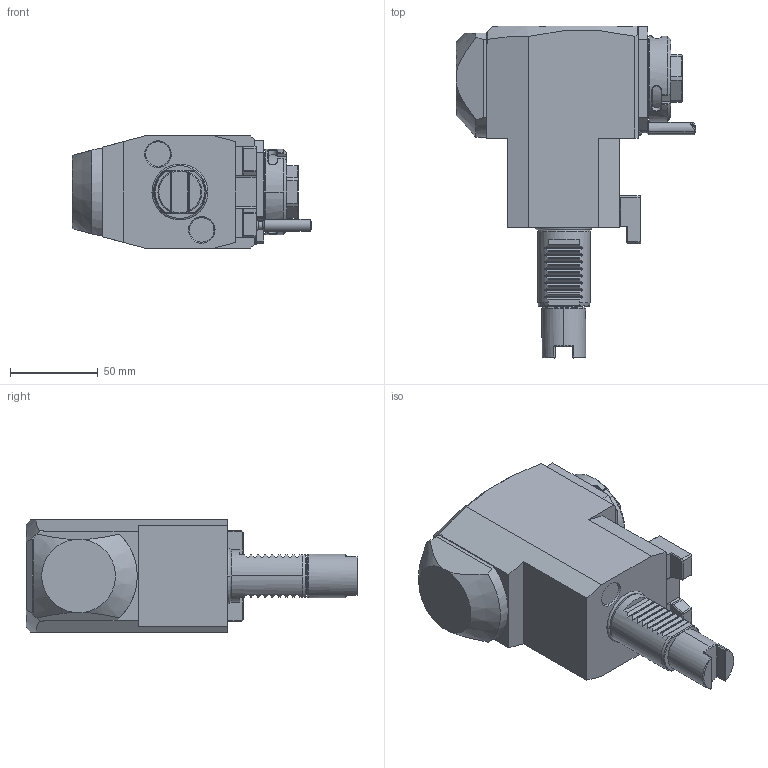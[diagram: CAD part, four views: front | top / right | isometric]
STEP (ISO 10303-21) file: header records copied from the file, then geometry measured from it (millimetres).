
FILE_DESCRIPTION((''),'2;1');
FILE_NAME('NGT1_30_265_25_1_3_85T','2024-03-27T',('vali'),('NOVA GRUP'),'PRO/ENGINEER BY PARAMETRIC TECHNOLOGY CORPORATION, 2010280','PRO/ENGINEER BY PARAMETRIC TECHNOLOGY CORPORATION, 2010280','');
FILE_SCHEMA(('CONFIG_CONTROL_DESIGN'));
Length unit declared in the file: millimetre
Products named in the file (1): NGT1_30_265_25_1_3_85T
Bounding box: 136.88 x 189.5 x 64 mm (x, y, z)
Volume: 686226.3 mm3; surface area: 59332.4 mm2
Topology: 1 solids, 1 shells, 362 faces, 955 edges, 611 vertices
Faces by surface type: plane 229, cylinder 71, cone 44, bspline 10, torus 6, sphere 2
Entity records: 14174 total; most frequent: CARTESIAN_POINT 5566, ORIENTED_EDGE 1910, DIRECTION 1577, EDGE_CURVE 955, VERTEX_POINT 611, VECTOR 571, LINE 571, AXIS2_PLACEMENT_3D 503
